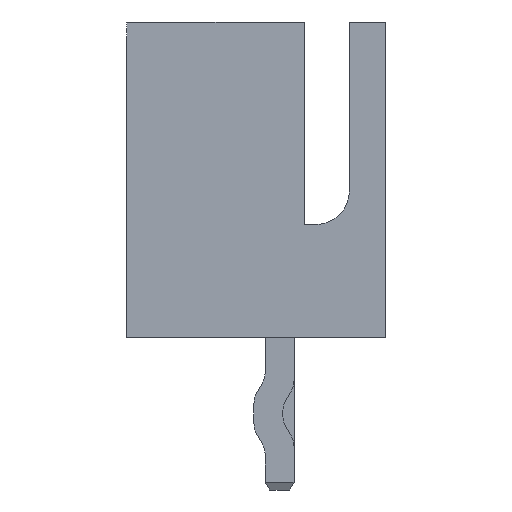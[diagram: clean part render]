
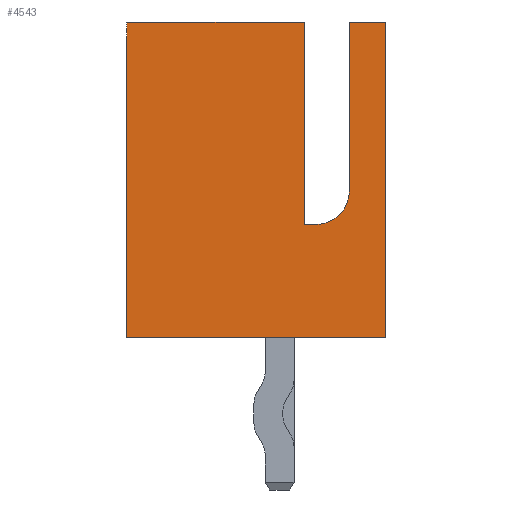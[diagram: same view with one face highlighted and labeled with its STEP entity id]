
A CAD part, left-side view. The second image highlights one B-rep face of the part: STEP entity #4543.
In plain terms, the highlighted planar face has unit normal (-1, 0, 0).
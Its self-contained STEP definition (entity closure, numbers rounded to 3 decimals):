
#74=CIRCLE('',#4793,0.75);
#258=FACE_OUTER_BOUND('',#490,.T.);
#490=EDGE_LOOP('',(#3580,#3581,#3582,#3583,#3584,#3585,#3586,#3587,#3588));
#832=LINE('',#6658,#1422);
#858=LINE('',#6714,#1448);
#899=LINE('',#6794,#1489);
#936=LINE('',#6869,#1526);
#940=LINE('',#6877,#1530);
#943=LINE('',#6882,#1533);
#944=LINE('',#6885,#1534);
#945=LINE('',#6886,#1535);
#1422=VECTOR('',#5528,1000.);
#1448=VECTOR('',#5572,1000.);
#1489=VECTOR('',#5641,1000.);
#1526=VECTOR('',#5684,1000.);
#1530=VECTOR('',#5690,1000.);
#1533=VECTOR('',#5697,1000.);
#1534=VECTOR('',#5700,1000.);
#1535=VECTOR('',#5701,1000.);
#1915=VERTEX_POINT('',#6648);
#1916=VERTEX_POINT('',#6650);
#1918=VERTEX_POINT('',#6655);
#1919=VERTEX_POINT('',#6657);
#1937=VERTEX_POINT('',#6707);
#1940=VERTEX_POINT('',#6712);
#2000=VERTEX_POINT('',#6868);
#2003=VERTEX_POINT('',#6876);
#2004=VERTEX_POINT('',#6884);
#2455=EDGE_CURVE('',#1916,#1915,#74,.T.);
#2458=EDGE_CURVE('',#1919,#1918,#832,.T.);
#2486=EDGE_CURVE('',#1940,#1937,#858,.T.);
#2527=EDGE_CURVE('',#1940,#1916,#899,.T.);
#2564=EDGE_CURVE('',#1919,#2000,#936,.T.);
#2568=EDGE_CURVE('',#2003,#2000,#940,.T.);
#2571=EDGE_CURVE('',#1915,#2003,#943,.T.);
#2572=EDGE_CURVE('',#1918,#2004,#944,.T.);
#2573=EDGE_CURVE('',#1937,#2004,#945,.T.);
#3580=ORIENTED_EDGE('',*,*,#2571,.T.);
#3581=ORIENTED_EDGE('',*,*,#2568,.T.);
#3582=ORIENTED_EDGE('',*,*,#2564,.F.);
#3583=ORIENTED_EDGE('',*,*,#2458,.T.);
#3584=ORIENTED_EDGE('',*,*,#2572,.T.);
#3585=ORIENTED_EDGE('',*,*,#2573,.F.);
#3586=ORIENTED_EDGE('',*,*,#2486,.F.);
#3587=ORIENTED_EDGE('',*,*,#2527,.T.);
#3588=ORIENTED_EDGE('',*,*,#2455,.T.);
#4086=PLANE('',#4824);
#4543=ADVANCED_FACE('',(#258),#4086,.F.);
#4793=AXIS2_PLACEMENT_3D('',#6651,#5522,#5523);
#4824=AXIS2_PLACEMENT_3D('',#6883,#5698,#5699);
#5522=DIRECTION('center_axis',(1.,0.,0.));
#5523=DIRECTION('ref_axis',(0.,1.,0.));
#5528=DIRECTION('',(0.,0.,-1.));
#5572=DIRECTION('',(0.,-1.,0.));
#5641=DIRECTION('',(0.,0.,-1.));
#5684=DIRECTION('',(0.,-1.,0.));
#5690=DIRECTION('',(0.,0.,1.));
#5697=DIRECTION('',(0.,1.,0.));
#5698=DIRECTION('center_axis',(1.,0.,0.));
#5699=DIRECTION('ref_axis',(0.,1.,0.));
#5700=DIRECTION('',(0.,-1.,0.));
#5701=DIRECTION('',(0.,0.,-1.));
#6648=CARTESIAN_POINT('',(-11.2,-1.85,2.45));
#6650=CARTESIAN_POINT('',(-11.2,-2.6,3.2));
#6651=CARTESIAN_POINT('Origin',(-11.2,-1.85,3.2));
#6655=CARTESIAN_POINT('',(-11.2,2.35,-0.05));
#6657=CARTESIAN_POINT('',(-11.2,2.35,6.95));
#6658=CARTESIAN_POINT('',(-11.2,2.35,6.95));
#6707=CARTESIAN_POINT('',(-11.2,-3.4,6.95));
#6712=CARTESIAN_POINT('',(-11.2,-2.6,6.95));
#6714=CARTESIAN_POINT('',(-11.2,-3.4,6.95));
#6794=CARTESIAN_POINT('',(-11.2,-2.6,6.95));
#6868=CARTESIAN_POINT('',(-11.2,-1.6,6.95));
#6869=CARTESIAN_POINT('',(-11.2,-3.4,6.95));
#6876=CARTESIAN_POINT('',(-11.2,-1.6,2.45));
#6877=CARTESIAN_POINT('',(-11.2,-1.6,6.95));
#6882=CARTESIAN_POINT('',(-11.2,-1.6,2.45));
#6883=CARTESIAN_POINT('Origin',(-11.2,-3.4,6.95));
#6884=CARTESIAN_POINT('',(-11.2,-3.4,-0.05));
#6885=CARTESIAN_POINT('',(-11.2,-3.4,-0.05));
#6886=CARTESIAN_POINT('',(-11.2,-3.4,6.95));
